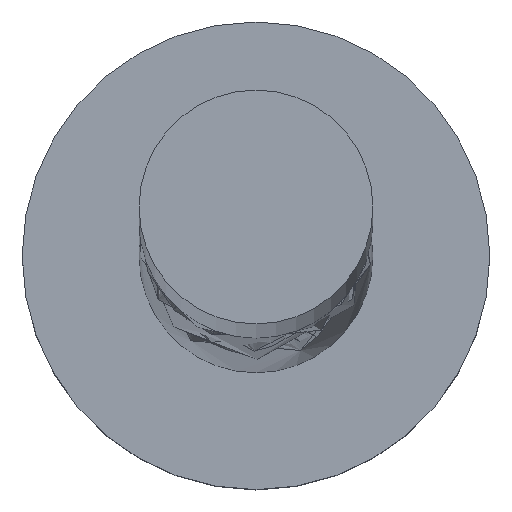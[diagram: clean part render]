
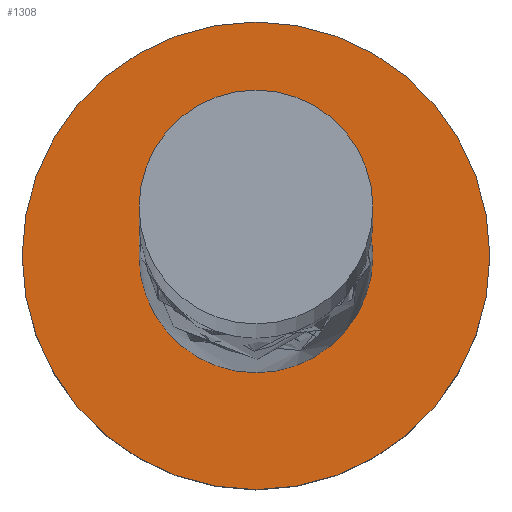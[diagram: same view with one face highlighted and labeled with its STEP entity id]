
A CAD part, top view. The second image highlights one B-rep face of the part: STEP entity #1308.
In plain terms, the highlighted planar face has unit normal (0, 0, 1).
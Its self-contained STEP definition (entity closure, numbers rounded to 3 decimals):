
#56 = CARTESIAN_POINT ( 'NONE',  ( 1.25, 0., 2. ) ) ;
#93 = ORIENTED_EDGE ( 'NONE', *, *, #602, .T. ) ;
#138 = EDGE_CURVE ( 'NONE', #1096, #1342, #205, .T. ) ;
#205 = CIRCLE ( 'NONE', #496, 2.5 ) ;
#230 = DIRECTION ( 'NONE',  ( 1., 0., 0. ) ) ;
#304 = CARTESIAN_POINT ( 'NONE',  ( -1.25, 0., 2. ) ) ;
#407 = AXIS2_PLACEMENT_3D ( 'NONE', #1085, #1360, #1378 ) ;
#418 = DIRECTION ( 'NONE',  ( 1., 0., 0. ) ) ;
#426 = DIRECTION ( 'NONE',  ( 0., 0., 1. ) ) ;
#445 = CIRCLE ( 'NONE', #533, 2.5 ) ;
#463 = CIRCLE ( 'NONE', #753, 1.25 ) ;
#496 = AXIS2_PLACEMENT_3D ( 'NONE', #946, #1227, #1352 ) ;
#499 = DIRECTION ( 'NONE',  ( 0., 0., 1. ) ) ;
#507 = FACE_OUTER_BOUND ( 'NONE', #1772, .T. ) ;
#533 = AXIS2_PLACEMENT_3D ( 'NONE', #568, #1006, #418 ) ;
#568 = CARTESIAN_POINT ( 'NONE',  ( 0., 0., 2. ) ) ;
#577 = DIRECTION ( 'NONE',  ( 1., 0., 0. ) ) ;
#602 = EDGE_CURVE ( 'NONE', #1342, #1096, #445, .T. ) ;
#643 = FACE_BOUND ( 'NONE', #796, .T. ) ;
#651 = EDGE_CURVE ( 'NONE', #1626, #1483, #463, .T. ) ;
#753 = AXIS2_PLACEMENT_3D ( 'NONE', #1408, #426, #577 ) ;
#786 = ORIENTED_EDGE ( 'NONE', *, *, #138, .T. ) ;
#789 = ORIENTED_EDGE ( 'NONE', *, *, #651, .F. ) ;
#796 = EDGE_LOOP ( 'NONE', ( #1631, #789 ) ) ;
#946 = CARTESIAN_POINT ( 'NONE',  ( 0., 0., 2. ) ) ;
#952 = CARTESIAN_POINT ( 'NONE',  ( 2.5, 0., 2. ) ) ;
#994 = CIRCLE ( 'NONE', #407, 1.25 ) ;
#1006 = DIRECTION ( 'NONE',  ( 0., 0., 1. ) ) ;
#1079 = AXIS2_PLACEMENT_3D ( 'NONE', #1209, #499, #230 ) ;
#1085 = CARTESIAN_POINT ( 'NONE',  ( 0., 0., 2. ) ) ;
#1096 = VERTEX_POINT ( 'NONE', #1156 ) ;
#1140 = EDGE_CURVE ( 'NONE', #1483, #1626, #994, .T. ) ;
#1156 = CARTESIAN_POINT ( 'NONE',  ( -2.5, 0., 2. ) ) ;
#1209 = CARTESIAN_POINT ( 'NONE',  ( 0., 0., 2. ) ) ;
#1227 = DIRECTION ( 'NONE',  ( 0., 0., 1. ) ) ;
#1308 = ADVANCED_FACE ( 'NONE', ( #643, #507 ), #1491, .T. ) ;
#1342 = VERTEX_POINT ( 'NONE', #952 ) ;
#1352 = DIRECTION ( 'NONE',  ( 1., 0., 0. ) ) ;
#1360 = DIRECTION ( 'NONE',  ( 0., 0., 1. ) ) ;
#1378 = DIRECTION ( 'NONE',  ( 1., 0., 0. ) ) ;
#1408 = CARTESIAN_POINT ( 'NONE',  ( 0., 0., 2. ) ) ;
#1483 = VERTEX_POINT ( 'NONE', #304 ) ;
#1491 = PLANE ( 'NONE',  #1079 ) ;
#1626 = VERTEX_POINT ( 'NONE', #56 ) ;
#1631 = ORIENTED_EDGE ( 'NONE', *, *, #1140, .F. ) ;
#1772 = EDGE_LOOP ( 'NONE', ( #786, #93 ) ) ;
